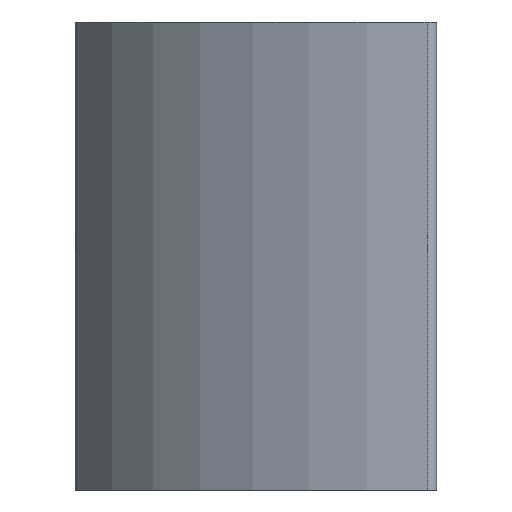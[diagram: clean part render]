
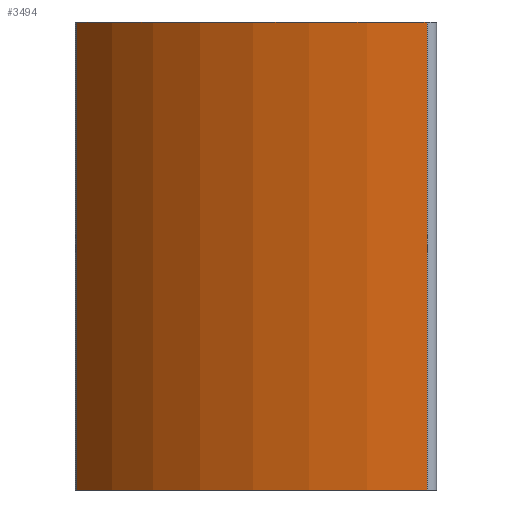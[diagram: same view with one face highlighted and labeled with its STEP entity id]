
A CAD part, left-side view. The second image highlights one B-rep face of the part: STEP entity #3494.
In plain terms, the highlighted cylindrical face has radius 90 mm (diameter 180 mm), a partial arc.
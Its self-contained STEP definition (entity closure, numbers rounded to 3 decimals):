
#535=CARTESIAN_POINT('',(-31.519,-31.705,0.0));
#536=VERTEX_POINT('',#535);
#544=CARTESIAN_POINT('',(11.698,43.149,0.0));
#545=VERTEX_POINT('',#544);
#546=CARTESIAN_POINT('',(58.458,-33.751,0.0));
#547=DIRECTION('',(0.0,0.0,-1.));
#548=DIRECTION('',(-0.52,0.854,0.0));
#549=AXIS2_PLACEMENT_3D('',#546,#547,#548);
#550=CIRCLE('',#549,90.);
#551=EDGE_CURVE('',#536,#545,#550,.T.);
#1848=CARTESIAN_POINT('',(11.698,43.149,100.0));
#1849=VERTEX_POINT('',#1848);
#1857=CARTESIAN_POINT('',(-31.519,-31.705,100.0));
#1858=VERTEX_POINT('',#1857);
#1859=CARTESIAN_POINT('',(58.458,-33.751,100.0));
#1860=DIRECTION('',(0.0,0.0,-1.));
#1861=DIRECTION('',(-0.52,0.854,0.0));
#1862=AXIS2_PLACEMENT_3D('',#1859,#1860,#1861);
#1863=CIRCLE('',#1862,90.);
#1864=EDGE_CURVE('',#1858,#1849,#1863,.T.);
#3467=CARTESIAN_POINT('',(-31.519,-31.705,0.0));
#3468=DIRECTION('',(0.0,0.0,1.0));
#3469=VECTOR('',#3468,100.0);
#3470=LINE('',#3467,#3469);
#3471=EDGE_CURVE('',#536,#1858,#3470,.T.);
#3478=CARTESIAN_POINT('',(58.458,-33.751,0.0));
#3479=DIRECTION('',(0.0,0.0,1.0));
#3480=DIRECTION('',(-0.52,0.854,0.0));
#3481=AXIS2_PLACEMENT_3D('',#3478,#3479,#3480);
#3482=CYLINDRICAL_SURFACE('',#3481,90.);
#3483=ORIENTED_EDGE('',*,*,#1864,.T.);
#3484=CARTESIAN_POINT('',(11.698,43.149,0.0));
#3485=DIRECTION('',(0.0,0.0,1.0));
#3486=VECTOR('',#3485,100.0);
#3487=LINE('',#3484,#3486);
#3488=EDGE_CURVE('',#545,#1849,#3487,.T.);
#3489=ORIENTED_EDGE('',*,*,#3488,.F.);
#3490=ORIENTED_EDGE('',*,*,#551,.F.);
#3491=ORIENTED_EDGE('',*,*,#3471,.T.);
#3492=EDGE_LOOP('',(#3483,#3489,#3490,#3491));
#3493=FACE_OUTER_BOUND('',#3492,.T.);
#3494=ADVANCED_FACE('',(#3493),#3482,.T.);
